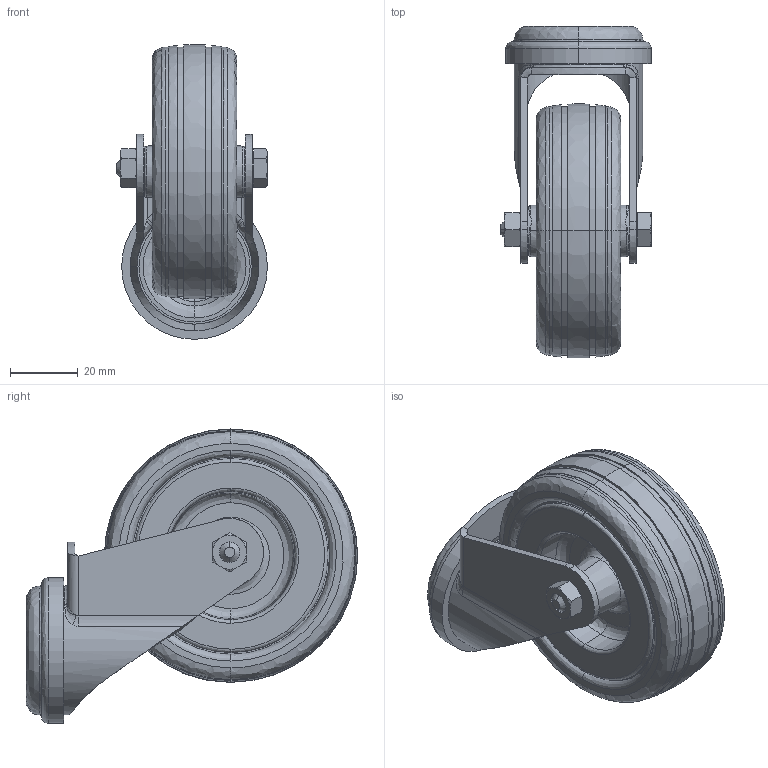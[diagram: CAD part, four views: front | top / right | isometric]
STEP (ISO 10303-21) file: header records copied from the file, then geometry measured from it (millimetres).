
FILE_DESCRIPTION (( 'STEP AP203' ), '1' );
FILE_NAME ('SF2300V.STEP', '2009-10-30T19:26:52', ( ' ' ), ( ' ' ), 'SwSTEP 2.0', 'SolidWorks 2009', '' );
FILE_SCHEMA (( 'CONFIG_CONTROL_DESIGN' ));
Length unit declared in the file: millimetre
Products named in the file (1): SF2300V
Bounding box: 44.5 x 97.99 x 86.99 mm (x, y, z)
Volume: 108211.1 mm3; surface area: 31591.7 mm2
Topology: 2 solids, 2 shells, 263 faces, 604 edges, 370 vertices
Faces by surface type: bspline 85, plane 74, cylinder 55, cone 39, torus 10
Entity records: 10886 total; most frequent: CARTESIAN_POINT 5423, ORIENTED_EDGE 1208, DIRECTION 1007, EDGE_CURVE 604, AXIS2_PLACEMENT_3D 416, VERTEX_POINT 370, EDGE_LOOP 294, ADVANCED_FACE 263
